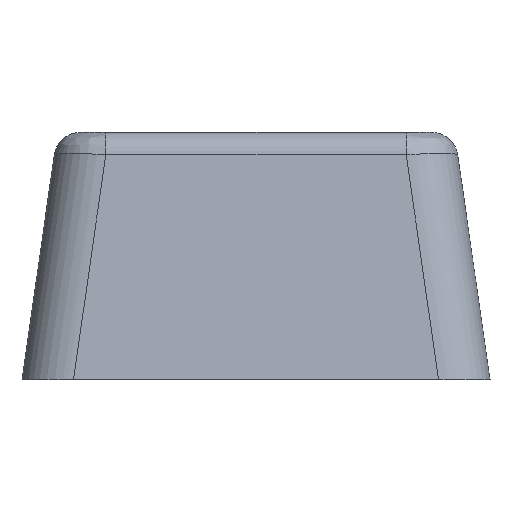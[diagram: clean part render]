
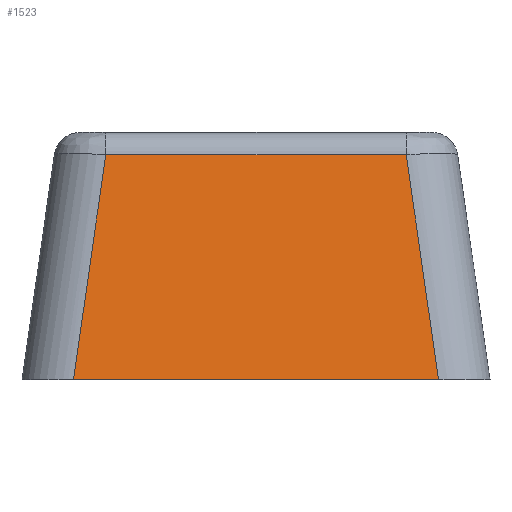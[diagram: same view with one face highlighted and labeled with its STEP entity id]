
A CAD part, left-side view. The second image highlights one B-rep face of the part: STEP entity #1523.
In plain terms, the highlighted planar face has unit normal (-0.99, 0, 0.142).
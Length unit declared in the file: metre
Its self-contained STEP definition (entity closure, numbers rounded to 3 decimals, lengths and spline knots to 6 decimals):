
#175=ORIENTED_EDGE('',*,*,#617,.T.);
#176=ORIENTED_EDGE('',*,*,#631,.T.);
#177=ORIENTED_EDGE('',*,*,#632,.T.);
#178=ORIENTED_EDGE('',*,*,#633,.T.);
#617=EDGE_CURVE('',#846,#845,#969,.T.);
#631=EDGE_CURVE('',#845,#859,#976,.T.);
#632=EDGE_CURVE('',#859,#860,#977,.F.);
#633=EDGE_CURVE('',#860,#846,#978,.F.);
#845=VERTEX_POINT('',#2262);
#846=VERTEX_POINT('',#2264);
#859=VERTEX_POINT('',#2292);
#860=VERTEX_POINT('',#2294);
#969=LINE('',#2263,#1135);
#976=LINE('',#2291,#1142);
#977=LINE('',#2293,#1143);
#978=LINE('',#2295,#1144);
#1135=VECTOR('',#1800,1.);
#1142=VECTOR('',#1823,1.);
#1143=VECTOR('',#1824,1.);
#1144=VECTOR('',#1825,1.);
#1281=EDGE_LOOP('',(#175,#176,#177,#178));
#1377=FACE_BOUND('',#1281,.T.);
#1468=PLANE('',#1646);
#1523=ADVANCED_FACE('',(#1377),#1468,.T.);
#1646=AXIS2_PLACEMENT_3D('',#2290,#1821,#1822);
#1800=DIRECTION('',(0.,-1.,0.));
#1821=DIRECTION('',(-0.99,0.,0.142));
#1822=DIRECTION('',(0.142,0.,0.99));
#1823=DIRECTION('',(0.141,0.141,0.98));
#1824=DIRECTION('',(0.,-1.,0.));
#1825=DIRECTION('',(0.141,-0.141,0.98));
#2262=CARTESIAN_POINT('',(0.078,0.00198,0.));
#2263=CARTESIAN_POINT('',(0.078,0.009,0.));
#2264=CARTESIAN_POINT('',(0.078,0.01602,0.));
#2290=CARTESIAN_POINT('',(0.078,0.,0.));
#2291=CARTESIAN_POINT('',(0.077961,0.00194,-0.000273));
#2292=CARTESIAN_POINT('',(0.079243,0.003223,0.008642));
#2293=CARTESIAN_POINT('',(0.079243,0.,0.008642));
#2294=CARTESIAN_POINT('',(0.079243,0.014777,0.008642));
#2295=CARTESIAN_POINT('',(0.078318,0.015702,0.002213));
